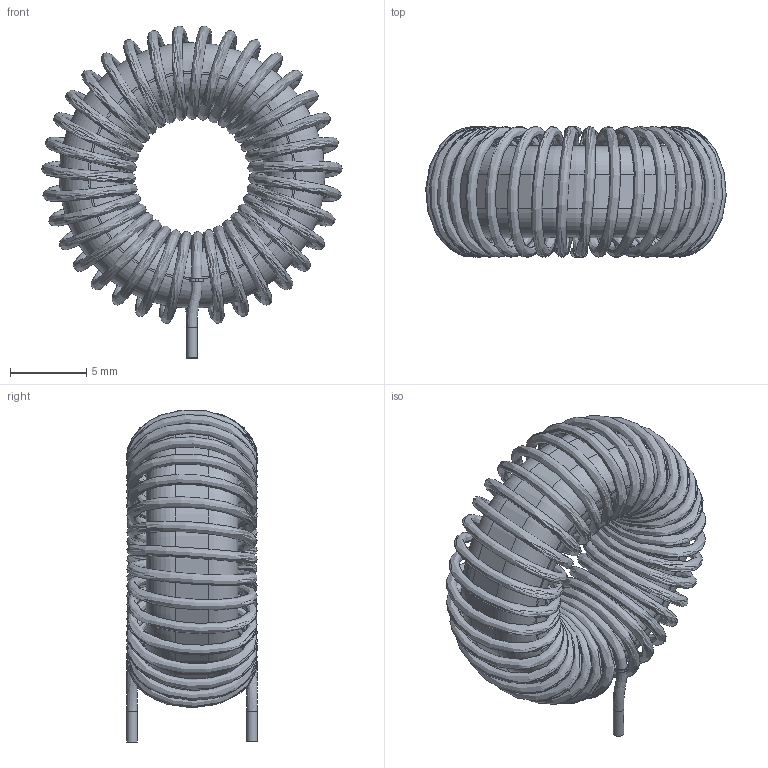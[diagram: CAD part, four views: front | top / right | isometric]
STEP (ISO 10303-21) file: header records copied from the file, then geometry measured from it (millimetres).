
FILE_DESCRIPTION(('FreeCAD Model'),'2;1');
FILE_NAME('2109-V-RC.step', '2019-08-17T02:37:36',('Author'),(''), 'Open CASCADE STEP processor 6.8','FreeCAD','Unknown');
FILE_SCHEMA(('AUTOMOTIVE_DESIGN_CC2 { 1 2 10303 214 -1 1 5 4 }'));
Length unit declared in the file: millimetre
Products named in the file (1): 2109-V-RC
Bounding box: 19.71 x 8.56 x 21.77 mm (x, y, z)
Volume: 1148.7 mm3; surface area: 2319.2 mm2
Topology: 1 solids, 1 shells, 30 faces, 77 edges, 48 vertices
Faces by surface type: plane 15, cylinder 8, torus 4, bspline 3
Full cylindrical faces by diameter (mm): 0.69 x2, 9.594 x1, 17.442 x1
Entity records: 26880 total; most frequent: CARTESIAN_POINT 25953, ORIENTED_EDGE 154, DIRECTION 138, EDGE_CURVE 77, AXIS2_PLACEMENT_3D 52, VERTEX_POINT 48, FACE_BOUND 36, EDGE_LOOP 36
